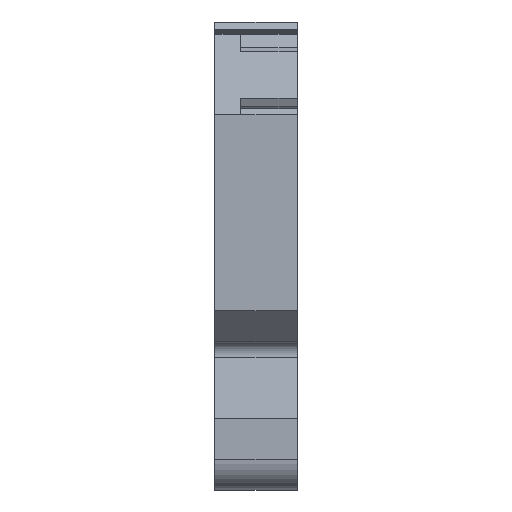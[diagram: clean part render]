
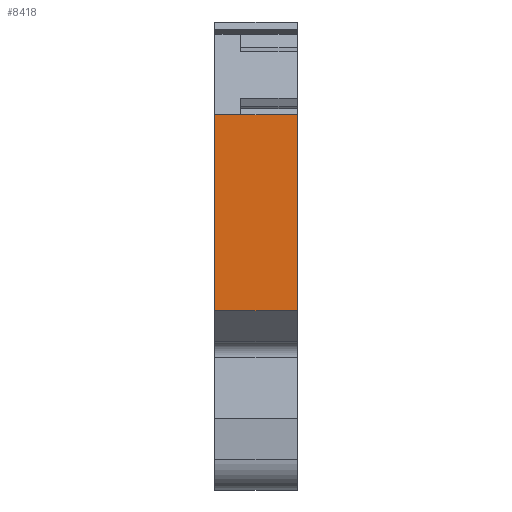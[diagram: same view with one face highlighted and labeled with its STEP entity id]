
A CAD part, left-side view. The second image highlights one B-rep face of the part: STEP entity #8418.
In plain terms, the highlighted planar face has unit normal (-1, 0, 0).
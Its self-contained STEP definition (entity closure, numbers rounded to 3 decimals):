
#194 = CARTESIAN_POINT ( 'NONE',  ( 241.258, 45.026, 28.4 ) ) ;
#236 = EDGE_CURVE ( 'NONE', #5086, #1932, #4684, .T. ) ;
#1052 = ORIENTED_EDGE ( 'NONE', *, *, #8522, .F. ) ;
#1391 = LINE ( 'NONE', #2569, #9776 ) ;
#1584 = ORIENTED_EDGE ( 'NONE', *, *, #1693, .F. ) ;
#1693 = EDGE_CURVE ( 'NONE', #5564, #1932, #1391, .T. ) ;
#1759 = DIRECTION ( 'NONE',  ( 0., 1., 0. ) ) ;
#1871 = VERTEX_POINT ( 'NONE', #8545 ) ;
#1888 = EDGE_CURVE ( 'NONE', #1871, #5564, #9989, .T. ) ;
#1932 = VERTEX_POINT ( 'NONE', #4799 ) ;
#2116 = CARTESIAN_POINT ( 'NONE',  ( 241.258, 53.026, 9.4 ) ) ;
#2169 = CARTESIAN_POINT ( 'NONE',  ( 241.258, 49.026, 9.4 ) ) ;
#2569 = CARTESIAN_POINT ( 'NONE',  ( 241.258, 53.026, 14.7 ) ) ;
#2858 = DIRECTION ( 'NONE',  ( 0., 0., 1. ) ) ;
#2934 = ORIENTED_EDGE ( 'NONE', *, *, #1888, .F. ) ;
#3179 = VECTOR ( 'NONE', #8764, 1000. ) ;
#3279 = CARTESIAN_POINT ( 'NONE',  ( 241.258, 49.026, 28.4 ) ) ;
#3311 = LINE ( 'NONE', #9165, #3179 ) ;
#3682 = FACE_OUTER_BOUND ( 'NONE', #8145, .T. ) ;
#4224 = AXIS2_PLACEMENT_3D ( 'NONE', #2116, #10259, #10134 ) ;
#4674 = VECTOR ( 'NONE', #7649, 1000. ) ;
#4684 = LINE ( 'NONE', #3279, #4674 ) ;
#4799 = CARTESIAN_POINT ( 'NONE',  ( 241.258, 53.026, 28.4 ) ) ;
#5086 = VERTEX_POINT ( 'NONE', #194 ) ;
#5564 = VERTEX_POINT ( 'NONE', #9725 ) ;
#6107 = ORIENTED_EDGE ( 'NONE', *, *, #236, .T. ) ;
#7649 = DIRECTION ( 'NONE',  ( 0., 1., 0. ) ) ;
#8145 = EDGE_LOOP ( 'NONE', ( #1052, #6107, #1584, #2934 ) ) ;
#8418 = ADVANCED_FACE ( 'NONE', ( #3682 ), #10196, .T. ) ;
#8522 = EDGE_CURVE ( 'NONE', #5086, #1871, #3311, .T. ) ;
#8545 = CARTESIAN_POINT ( 'NONE',  ( 241.258, 45.026, 9.4 ) ) ;
#8764 = DIRECTION ( 'NONE',  ( 0., 0., -1. ) ) ;
#9165 = CARTESIAN_POINT ( 'NONE',  ( 241.258, 45.026, -8. ) ) ;
#9725 = CARTESIAN_POINT ( 'NONE',  ( 241.258, 53.026, 9.4 ) ) ;
#9761 = VECTOR ( 'NONE', #1759, 1000. ) ;
#9776 = VECTOR ( 'NONE', #2858, 1000. ) ;
#9989 = LINE ( 'NONE', #2169, #9761 ) ;
#10134 = DIRECTION ( 'NONE',  ( 0., -1., 0. ) ) ;
#10196 = PLANE ( 'NONE',  #4224 ) ;
#10259 = DIRECTION ( 'NONE',  ( -1., 0., 0. ) ) ;
